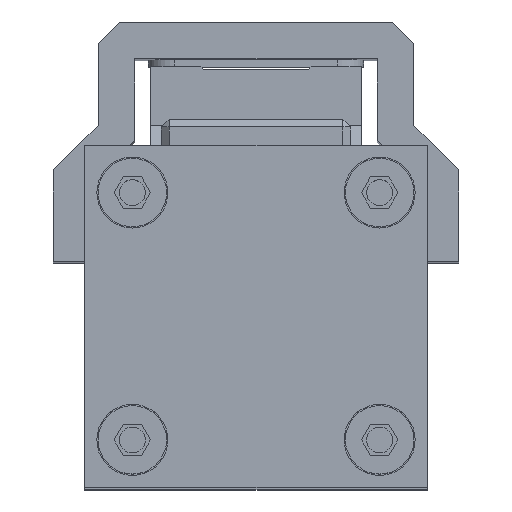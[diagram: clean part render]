
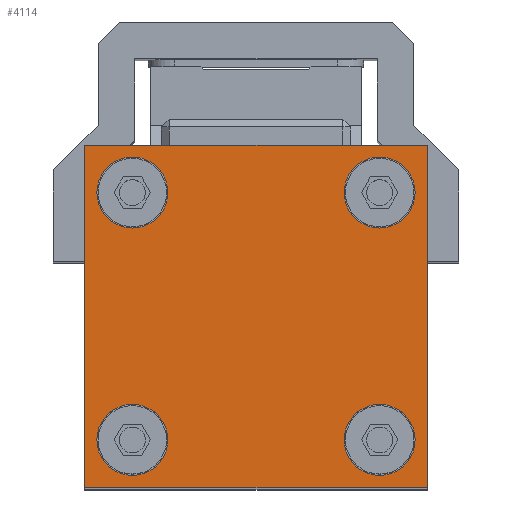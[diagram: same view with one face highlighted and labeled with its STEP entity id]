
A CAD part, top view. The second image highlights one B-rep face of the part: STEP entity #4114.
In plain terms, the highlighted planar face has unit normal (0, 0, 1).
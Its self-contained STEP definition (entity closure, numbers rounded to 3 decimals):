
#3429=CARTESIAN_POINT('',(30.25,19.,270.0));
#3430=VERTEX_POINT('',#3429);
#3431=CARTESIAN_POINT('',(23.5,19.,270.0));
#3432=DIRECTION('',(0.0,0.0,-1.0));
#3433=DIRECTION('',(-1.0,0.0,0.0));
#3434=AXIS2_PLACEMENT_3D('',#3431,#3432,#3433);
#3435=CIRCLE('',#3434,6.75);
#3436=EDGE_CURVE('',#3430,#3430,#3435,.T.);
#3497=CARTESIAN_POINT('',(-16.75,19.,270.0));
#3498=VERTEX_POINT('',#3497);
#3499=CARTESIAN_POINT('',(-23.5,19.,270.0));
#3500=DIRECTION('',(0.0,0.0,-1.0));
#3501=DIRECTION('',(-1.0,0.0,0.0));
#3502=AXIS2_PLACEMENT_3D('',#3499,#3500,#3501);
#3503=CIRCLE('',#3502,6.75);
#3504=EDGE_CURVE('',#3498,#3498,#3503,.T.);
#3565=CARTESIAN_POINT('',(30.25,-28.,270.0));
#3566=VERTEX_POINT('',#3565);
#3567=CARTESIAN_POINT('',(23.5,-28.,270.0));
#3568=DIRECTION('',(0.0,0.0,-1.0));
#3569=DIRECTION('',(-1.0,0.0,0.0));
#3570=AXIS2_PLACEMENT_3D('',#3567,#3568,#3569);
#3571=CIRCLE('',#3570,6.75);
#3572=EDGE_CURVE('',#3566,#3566,#3571,.T.);
#3633=CARTESIAN_POINT('',(-16.75,-28.,270.0));
#3634=VERTEX_POINT('',#3633);
#3635=CARTESIAN_POINT('',(-23.5,-28.,270.0));
#3636=DIRECTION('',(0.0,0.0,-1.0));
#3637=DIRECTION('',(-1.0,0.0,0.0));
#3638=AXIS2_PLACEMENT_3D('',#3635,#3636,#3637);
#3639=CIRCLE('',#3638,6.75);
#3640=EDGE_CURVE('',#3634,#3634,#3639,.T.);
#4063=CARTESIAN_POINT('',(0.0,-4.5,270.0));
#4064=DIRECTION('',(0.0,0.0,1.0));
#4065=DIRECTION('',(1.0,0.0,0.0));
#4066=AXIS2_PLACEMENT_3D('',#4063,#4064,#4065);
#4067=PLANE('',#4066);
#4068=CARTESIAN_POINT('',(32.5,28.,270.0));
#4069=VERTEX_POINT('',#4068);
#4070=CARTESIAN_POINT('',(32.5,-37.,270.0));
#4071=VERTEX_POINT('',#4070);
#4072=CARTESIAN_POINT('',(32.5,28.,270.0));
#4073=DIRECTION('',(0.0,-1.0,0.0));
#4074=VECTOR('',#4073,65.0);
#4075=LINE('',#4072,#4074);
#4076=EDGE_CURVE('',#4069,#4071,#4075,.T.);
#4077=ORIENTED_EDGE('',*,*,#4076,.F.);
#4078=CARTESIAN_POINT('',(-32.5,28.,270.0));
#4079=VERTEX_POINT('',#4078);
#4080=CARTESIAN_POINT('',(-32.5,28.,270.0));
#4081=DIRECTION('',(1.0,0.0,0.0));
#4082=VECTOR('',#4081,65.0);
#4083=LINE('',#4080,#4082);
#4084=EDGE_CURVE('',#4079,#4069,#4083,.T.);
#4085=ORIENTED_EDGE('',*,*,#4084,.F.);
#4086=CARTESIAN_POINT('',(-32.5,-37.,270.0));
#4087=VERTEX_POINT('',#4086);
#4088=CARTESIAN_POINT('',(-32.5,-37.,270.0));
#4089=DIRECTION('',(0.0,1.0,0.0));
#4090=VECTOR('',#4089,65.0);
#4091=LINE('',#4088,#4090);
#4092=EDGE_CURVE('',#4087,#4079,#4091,.T.);
#4093=ORIENTED_EDGE('',*,*,#4092,.F.);
#4094=CARTESIAN_POINT('',(32.5,-37.,270.0));
#4095=DIRECTION('',(-1.0,0.0,0.0));
#4096=VECTOR('',#4095,65.0);
#4097=LINE('',#4094,#4096);
#4098=EDGE_CURVE('',#4071,#4087,#4097,.T.);
#4099=ORIENTED_EDGE('',*,*,#4098,.F.);
#4100=EDGE_LOOP('',(#4077,#4085,#4093,#4099));
#4101=FACE_OUTER_BOUND('',#4100,.T.);
#4102=ORIENTED_EDGE('',*,*,#3436,.T.);
#4103=EDGE_LOOP('',(#4102));
#4104=FACE_BOUND('',#4103,.T.);
#4105=ORIENTED_EDGE('',*,*,#3504,.T.);
#4106=EDGE_LOOP('',(#4105));
#4107=FACE_BOUND('',#4106,.T.);
#4108=ORIENTED_EDGE('',*,*,#3572,.T.);
#4109=EDGE_LOOP('',(#4108));
#4110=FACE_BOUND('',#4109,.T.);
#4111=ORIENTED_EDGE('',*,*,#3640,.T.);
#4112=EDGE_LOOP('',(#4111));
#4113=FACE_BOUND('',#4112,.T.);
#4114=ADVANCED_FACE('',(#4101,#4104,#4107,#4110,#4113),#4067,.T.);
